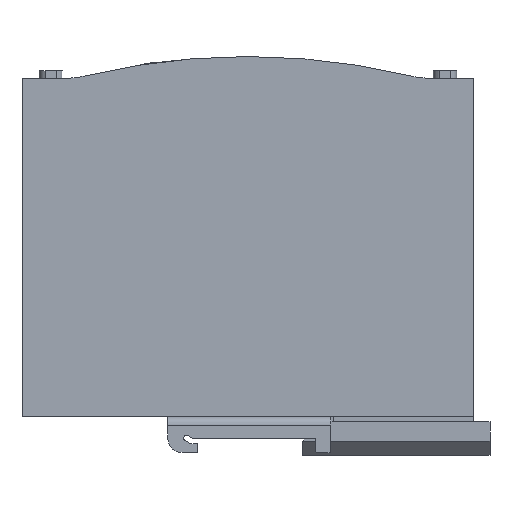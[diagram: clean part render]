
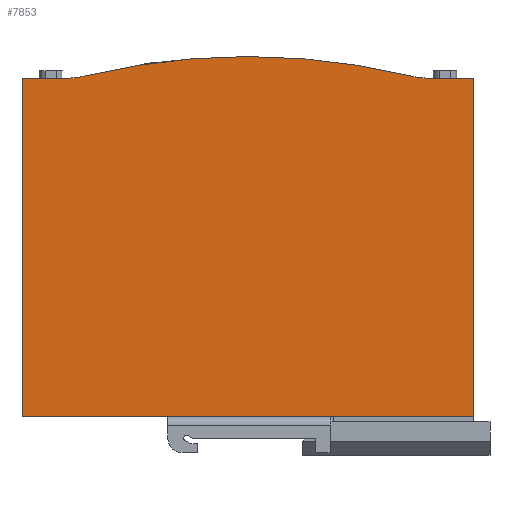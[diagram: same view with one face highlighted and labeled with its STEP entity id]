
A CAD part, left-side view. The second image highlights one B-rep face of the part: STEP entity #7853.
In plain terms, the highlighted planar face has unit normal (-1, 0, 0).
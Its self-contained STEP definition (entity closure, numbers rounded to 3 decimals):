
#20 = DIRECTION ( 'NONE',  ( 1., 0., 0. ) ) ;
#66 = EDGE_CURVE ( 'NONE', #8534, #672, #400, .T. ) ;
#95 = AXIS2_PLACEMENT_3D ( 'NONE', #2523, #8153, #9007 ) ;
#164 = CARTESIAN_POINT ( 'NONE',  ( 0., 125.5, 94. ) ) ;
#386 = VECTOR ( 'NONE', #2273, 1000. ) ;
#400 = CIRCLE ( 'NONE', #8805, 20. ) ;
#431 = ORIENTED_EDGE ( 'NONE', *, *, #4557, .F. ) ;
#672 = VERTEX_POINT ( 'NONE', #1170 ) ;
#744 = VECTOR ( 'NONE', #7903, 1000. ) ;
#821 = DIRECTION ( 'NONE',  ( 0., 0., -1. ) ) ;
#1106 = EDGE_CURVE ( 'NONE', #5248, #672, #2503, .T. ) ;
#1170 = CARTESIAN_POINT ( 'NONE',  ( 0., 112.95, 94. ) ) ;
#1281 = DIRECTION ( 'NONE',  ( 1., 0., 0. ) ) ;
#1313 = CARTESIAN_POINT ( 'NONE',  ( 0., 62.75, -93.005 ) ) ;
#1331 = VERTEX_POINT ( 'NONE', #4543 ) ;
#1372 = LINE ( 'NONE', #5981, #5107 ) ;
#1504 = VECTOR ( 'NONE', #7057, 1000. ) ;
#1532 = CARTESIAN_POINT ( 'NONE',  ( 0., 125.5, 0. ) ) ;
#1643 = VECTOR ( 'NONE', #4847, 1000. ) ;
#1738 = ORIENTED_EDGE ( 'NONE', *, *, #4821, .F. ) ;
#1881 = FACE_OUTER_BOUND ( 'NONE', #1930, .T. ) ;
#1930 = EDGE_LOOP ( 'NONE', ( #6173, #1738, #431, #7622, #5423, #4797, #5213, #3827, #7175 ) ) ;
#1993 = VERTEX_POINT ( 'NONE', #2875 ) ;
#2273 = DIRECTION ( 'NONE',  ( 0., -1., 0. ) ) ;
#2304 = CARTESIAN_POINT ( 'NONE',  ( 0., 125.5, 94. ) ) ;
#2467 = DIRECTION ( 'NONE',  ( 1., 0., 0. ) ) ;
#2503 = LINE ( 'NONE', #2304, #386 ) ;
#2523 = CARTESIAN_POINT ( 'NONE',  ( 0., 62.75, -93.005 ) ) ;
#2656 = VERTEX_POINT ( 'NONE', #10292 ) ;
#2813 = DIRECTION ( 'NONE',  ( 0., 1., 0. ) ) ;
#2875 = CARTESIAN_POINT ( 'NONE',  ( 0., 62.75, 100. ) ) ;
#3026 = VERTEX_POINT ( 'NONE', #7436 ) ;
#3827 = ORIENTED_EDGE ( 'NONE', *, *, #1106, .F. ) ;
#3898 = AXIS2_PLACEMENT_3D ( 'NONE', #1313, #1281, #5346 ) ;
#4109 = CIRCLE ( 'NONE', #7635, 193.005 ) ;
#4543 = CARTESIAN_POINT ( 'NONE',  ( 0., 17.263, 94.563 ) ) ;
#4557 = EDGE_CURVE ( 'NONE', #3026, #4667, #9625, .T. ) ;
#4667 = VERTEX_POINT ( 'NONE', #5573 ) ;
#4797 = ORIENTED_EDGE ( 'NONE', *, *, #6638, .F. ) ;
#4821 = EDGE_CURVE ( 'NONE', #4667, #2656, #7746, .T. ) ;
#4847 = DIRECTION ( 'NONE',  ( 0., -1., 0. ) ) ;
#5107 = VECTOR ( 'NONE', #2813, 1000. ) ;
#5213 = ORIENTED_EDGE ( 'NONE', *, *, #66, .T. ) ;
#5248 = VERTEX_POINT ( 'NONE', #164 ) ;
#5339 = CIRCLE ( 'NONE', #95, 193.005 ) ;
#5346 = DIRECTION ( 'NONE',  ( 0., 0., -1. ) ) ;
#5423 = ORIENTED_EDGE ( 'NONE', *, *, #8636, .F. ) ;
#5573 = CARTESIAN_POINT ( 'NONE',  ( 0., 0., 94. ) ) ;
#5699 = DIRECTION ( 'NONE',  ( 0., 0., -1. ) ) ;
#5760 = CARTESIAN_POINT ( 'NONE',  ( 0., 108.237, 94.563 ) ) ;
#5903 = EDGE_CURVE ( 'NONE', #2656, #9792, #1372, .T. ) ;
#5981 = CARTESIAN_POINT ( 'NONE',  ( 0., 0., 0. ) ) ;
#6121 = CARTESIAN_POINT ( 'NONE',  ( 0., 125.5, 0. ) ) ;
#6173 = ORIENTED_EDGE ( 'NONE', *, *, #5903, .F. ) ;
#6490 = CARTESIAN_POINT ( 'NONE',  ( 0., 62.75, -93.005 ) ) ;
#6576 = EDGE_CURVE ( 'NONE', #9792, #5248, #9229, .T. ) ;
#6638 = EDGE_CURVE ( 'NONE', #8534, #1993, #5339, .T. ) ;
#6808 = PLANE ( 'NONE',  #3898 ) ;
#7057 = DIRECTION ( 'NONE',  ( 0., 0., -1. ) ) ;
#7175 = ORIENTED_EDGE ( 'NONE', *, *, #6576, .F. ) ;
#7436 = CARTESIAN_POINT ( 'NONE',  ( 0., 12.55, 94. ) ) ;
#7622 = ORIENTED_EDGE ( 'NONE', *, *, #10080, .T. ) ;
#7635 = AXIS2_PLACEMENT_3D ( 'NONE', #6490, #8088, #9695 ) ;
#7672 = AXIS2_PLACEMENT_3D ( 'NONE', #8819, #2467, #5699 ) ;
#7746 = LINE ( 'NONE', #7774, #1504 ) ;
#7774 = CARTESIAN_POINT ( 'NONE',  ( 0., 0., 0. ) ) ;
#7805 = CARTESIAN_POINT ( 'NONE',  ( 0., 0., 94. ) ) ;
#7853 = ADVANCED_FACE ( 'NONE', ( #1881 ), #6808, .F. ) ;
#7903 = DIRECTION ( 'NONE',  ( 0., 0., 1. ) ) ;
#7948 = CARTESIAN_POINT ( 'NONE',  ( 0., 112.95, 114. ) ) ;
#8088 = DIRECTION ( 'NONE',  ( 1., 0., 0. ) ) ;
#8153 = DIRECTION ( 'NONE',  ( 1., 0., 0. ) ) ;
#8534 = VERTEX_POINT ( 'NONE', #5760 ) ;
#8636 = EDGE_CURVE ( 'NONE', #1993, #1331, #4109, .T. ) ;
#8805 = AXIS2_PLACEMENT_3D ( 'NONE', #7948, #20, #821 ) ;
#8819 = CARTESIAN_POINT ( 'NONE',  ( 0., 12.55, 114. ) ) ;
#9007 = DIRECTION ( 'NONE',  ( 0., 0., -1. ) ) ;
#9229 = LINE ( 'NONE', #1532, #744 ) ;
#9625 = LINE ( 'NONE', #7805, #1643 ) ;
#9695 = DIRECTION ( 'NONE',  ( 0., 0., -1. ) ) ;
#9792 = VERTEX_POINT ( 'NONE', #6121 ) ;
#10057 = CIRCLE ( 'NONE', #7672, 20. ) ;
#10080 = EDGE_CURVE ( 'NONE', #3026, #1331, #10057, .T. ) ;
#10292 = CARTESIAN_POINT ( 'NONE',  ( 0., 0., 0. ) ) ;
